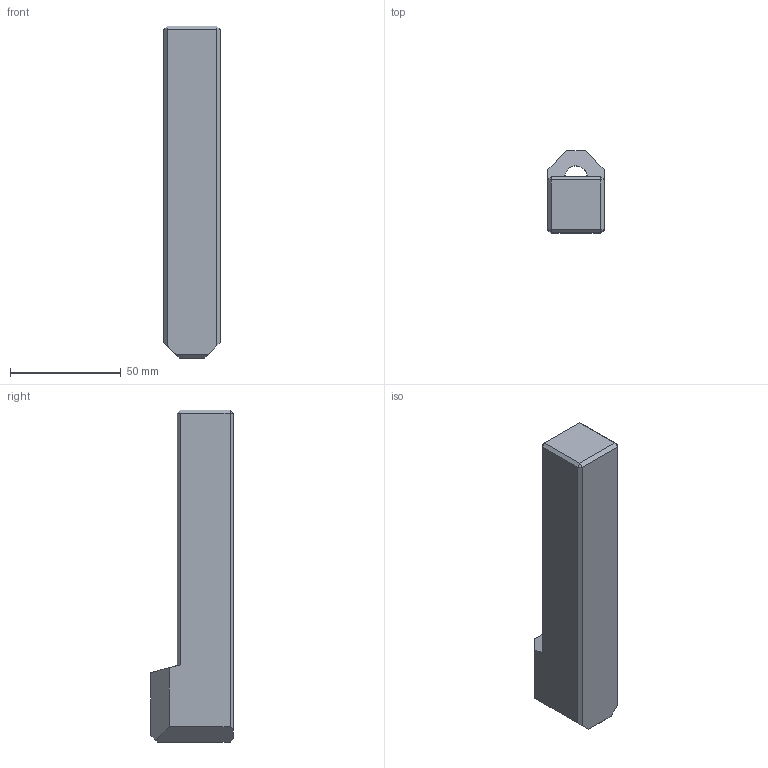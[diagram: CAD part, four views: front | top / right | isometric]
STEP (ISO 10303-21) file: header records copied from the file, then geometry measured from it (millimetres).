
FILE_DESCRIPTION(/* description */ (''),/* implementation_level */ '2;1');
FILE_NAME(/* name */ '1585888548986.stp',/* time_stamp */ '2020-04-03T10:06:07+06:00',/* author */ (''),/* organization */ ('SMS'),/* preprocessor_version */ 'ST-DEVELOPER v16.7',/* originating_system */ 'SIEMENS PLM Software NX 12.0',/* authorisation */ '');
FILE_SCHEMA (('AUTOMOTIVE_DESIGN { 1 0 10303 214 3 1 1 1 }'));
Length unit declared in the file: millimetre
Products named in the file (1): 202193696mod000_00
Bounding box: 25.4 x 37.4 x 150 mm (x, y, z)
Volume: 99474.4 mm3; surface area: 17473.9 mm2
Topology: 1 solids, 1 shells, 31 faces, 81 edges, 52 vertices
Faces by surface type: plane 27, cone 2, cylinder 2
Full cylindrical faces by diameter (mm): 10 x1
Entity records: 1003 total; most frequent: CARTESIAN_POINT 173, ORIENTED_EDGE 162, DIRECTION 157, EDGE_CURVE 81, LINE 73, VECTOR 73, VERTEX_POINT 51, AXIS2_PLACEMENT_3D 42
